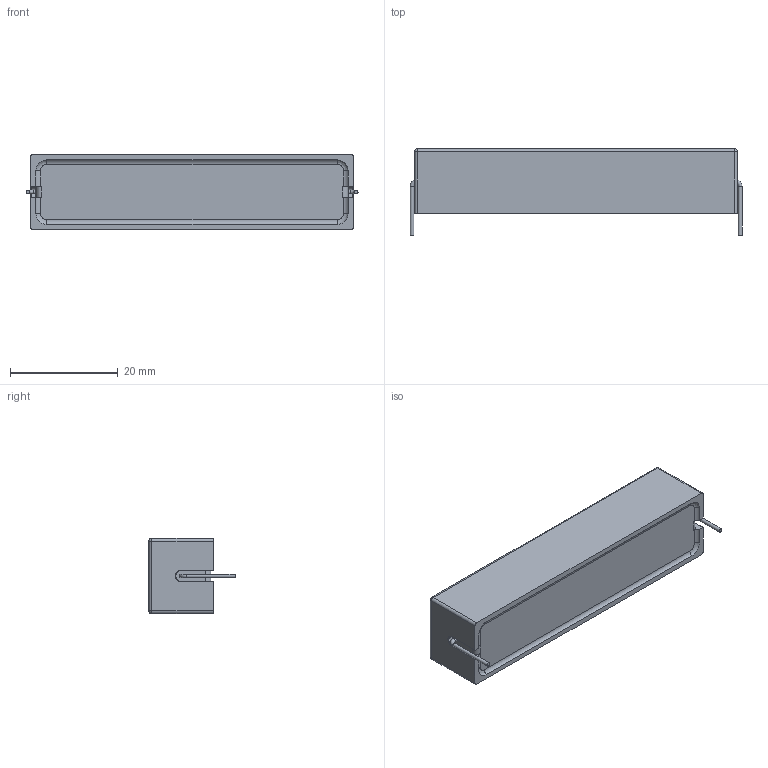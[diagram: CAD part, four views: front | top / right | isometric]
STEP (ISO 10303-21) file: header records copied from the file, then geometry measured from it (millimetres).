
FILE_DESCRIPTION(/* description */ (''),/* implementation_level */ '2;1');
FILE_NAME(/* name */ 'sqp v3.step',/* time_stamp */ '2019-04-22T16:29:56+05:00',/* author */ ('alexa_11'),/* organization */ (''),/* preprocessor_version */ 'ST-DEVELOPER v18',/* originating_system */ 'Autodesk Translation Framework v8.2.0.1029',/* authorisation */ '');
FILE_SCHEMA (('AUTOMOTIVE_DESIGN { 1 0 10303 214 3 1 1 }'));
Length unit declared in the file: millimetre
Products named in the file (1): sqp
Bounding box: 61.7 x 16 x 14 mm (x, y, z)
Volume: 9720.3 mm3; surface area: 3510.3 mm2
Topology: 3 solids, 3 shells, 64 faces, 154 edges, 96 vertices
Faces by surface type: cylinder 30, plane 20, torus 10, sphere 4
Full cylindrical faces by diameter (mm): 0.7 x4
Entity records: 1922 total; most frequent: DIRECTION 362, CARTESIAN_POINT 315, ORIENTED_EDGE 308, EDGE_CURVE 154, AXIS2_PLACEMENT_3D 143, VERTEX_POINT 96, CIRCLE 78, LINE 76
